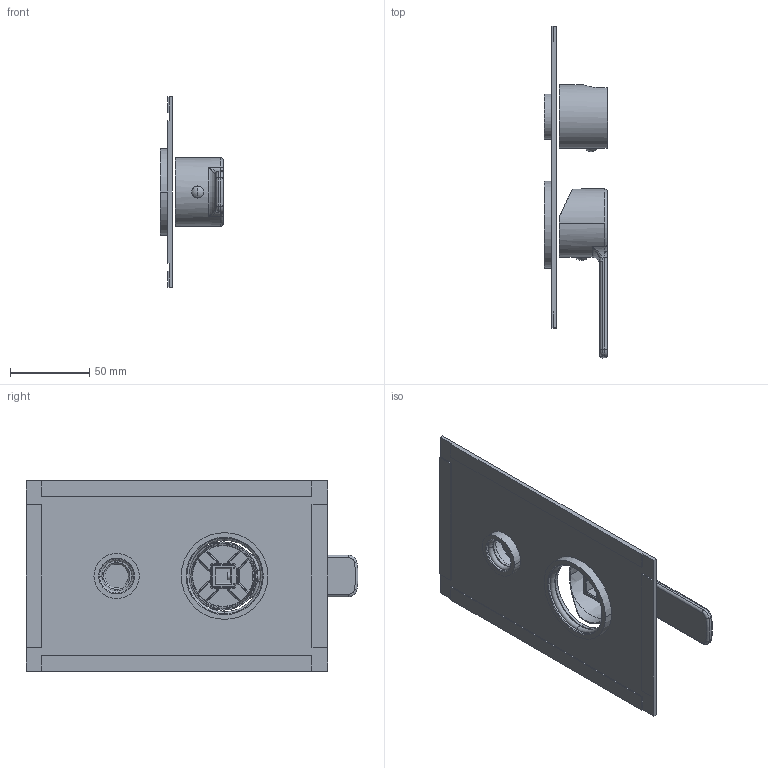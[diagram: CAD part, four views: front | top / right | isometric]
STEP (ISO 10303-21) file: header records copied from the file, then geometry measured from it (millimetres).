
FILE_DESCRIPTION((''),'2;1');
FILE_NAME('WS018CR-MEST','2021-11-05T11:40:33',('ut3'),('PAFFONI SpA'),'CREO PARAMETRIC BY PTC INC, 2020044','CREO PARAMETRIC BY PTC INC, 2020044','');
FILE_SCHEMA(('CONFIG_CONTROL_DESIGN','SHAPE_APPEARANCE_LAYERS_GROUPS'));
Length unit declared in the file: millimetre
Products named in the file (1): WS018CR-MEST
Bounding box: 39.85 x 208.91 x 120 mm (x, y, z)
Volume: 96400.6 mm3; surface area: 73779.3 mm2
Topology: 3 solids, 3 shells, 360 faces, 868 edges, 516 vertices
Faces by surface type: cylinder 126, plane 118, bspline 38, sphere 29, cone 27, torus 22
Entity records: 15856 total; most frequent: CARTESIAN_POINT 5162, ORIENTED_EDGE 1720, DIRECTION 1656, EDGE_CURVE 860, AXIS2_PLACEMENT_3D 634, VERTEX_POINT 516, EDGE_LOOP 390, VECTOR 388
